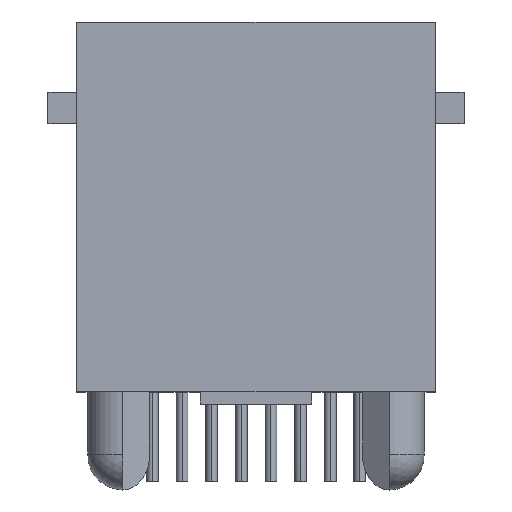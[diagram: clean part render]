
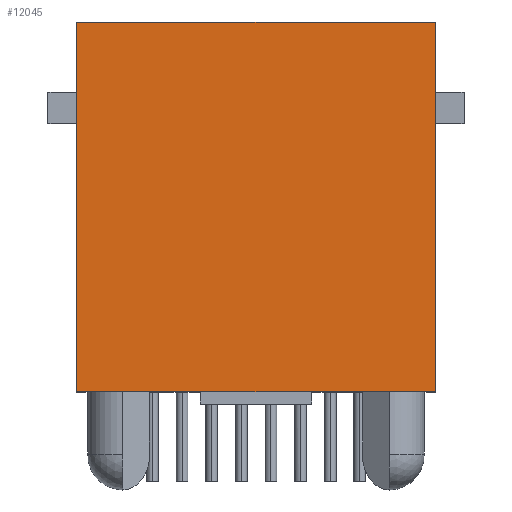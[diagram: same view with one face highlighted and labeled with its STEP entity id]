
A CAD part, top view. The second image highlights one B-rep face of the part: STEP entity #12045.
In plain terms, the highlighted planar face has unit normal (0, 0, 1).
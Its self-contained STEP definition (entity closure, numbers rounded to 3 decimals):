
#1032 = CARTESIAN_POINT ( 'NONE',  ( -7.68, 8.19, 8.2 ) ) ;
#1367 = CARTESIAN_POINT ( 'NONE',  ( -7.68, 8.19, 8.2 ) ) ;
#1751 = EDGE_LOOP ( 'NONE', ( #12227, #11417, #14083, #12612 ) ) ;
#1752 = CARTESIAN_POINT ( 'NONE',  ( 7.68, 8.19, 8.2 ) ) ;
#2217 = CARTESIAN_POINT ( 'NONE',  ( 7.68, -7.65, 8.2 ) ) ;
#2305 = EDGE_CURVE ( 'NONE', #11447, #8756, #13788, .T. ) ;
#2498 = LINE ( 'NONE', #2217, #14068 ) ;
#2750 = VERTEX_POINT ( 'NONE', #13279 ) ;
#3152 = VECTOR ( 'NONE', #5643, 1000. ) ;
#3680 = CARTESIAN_POINT ( 'NONE',  ( -7.68, -7.65, 8.2 ) ) ;
#4085 = AXIS2_PLACEMENT_3D ( 'NONE', #9918, #4104, #14595 ) ;
#4104 = DIRECTION ( 'NONE',  ( 0., 0., -1. ) ) ;
#4344 = CARTESIAN_POINT ( 'NONE',  ( -7.68, 8.19, 8.2 ) ) ;
#4729 = DIRECTION ( 'NONE',  ( 0., -1., 0. ) ) ;
#4820 = EDGE_CURVE ( 'NONE', #10912, #8756, #2498, .T. ) ;
#5643 = DIRECTION ( 'NONE',  ( 1., 0., 0. ) ) ;
#6222 = LINE ( 'NONE', #4344, #3152 ) ;
#6328 = DIRECTION ( 'NONE',  ( 0., -1., 0. ) ) ;
#6648 = EDGE_CURVE ( 'NONE', #2750, #10912, #12310, .T. ) ;
#7239 = EDGE_CURVE ( 'NONE', #11447, #2750, #6222, .T. ) ;
#7783 = VECTOR ( 'NONE', #6328, 1000. ) ;
#8080 = FACE_OUTER_BOUND ( 'NONE', #1751, .T. ) ;
#8756 = VERTEX_POINT ( 'NONE', #3680 ) ;
#9641 = CARTESIAN_POINT ( 'NONE',  ( 7.68, -7.65, 8.2 ) ) ;
#9918 = CARTESIAN_POINT ( 'NONE',  ( -7.68, 8.19, 8.2 ) ) ;
#10697 = VECTOR ( 'NONE', #4729, 1000. ) ;
#10912 = VERTEX_POINT ( 'NONE', #9641 ) ;
#11051 = PLANE ( 'NONE',  #4085 ) ;
#11417 = ORIENTED_EDGE ( 'NONE', *, *, #6648, .F. ) ;
#11433 = DIRECTION ( 'NONE',  ( -1., 0., 0. ) ) ;
#11447 = VERTEX_POINT ( 'NONE', #1032 ) ;
#12045 = ADVANCED_FACE ( 'NONE', ( #8080 ), #11051, .F. ) ;
#12227 = ORIENTED_EDGE ( 'NONE', *, *, #4820, .F. ) ;
#12310 = LINE ( 'NONE', #1752, #7783 ) ;
#12612 = ORIENTED_EDGE ( 'NONE', *, *, #2305, .T. ) ;
#13279 = CARTESIAN_POINT ( 'NONE',  ( 7.68, 8.19, 8.2 ) ) ;
#13788 = LINE ( 'NONE', #1367, #10697 ) ;
#14068 = VECTOR ( 'NONE', #11433, 1000. ) ;
#14083 = ORIENTED_EDGE ( 'NONE', *, *, #7239, .F. ) ;
#14595 = DIRECTION ( 'NONE',  ( -1., 0., 0. ) ) ;
